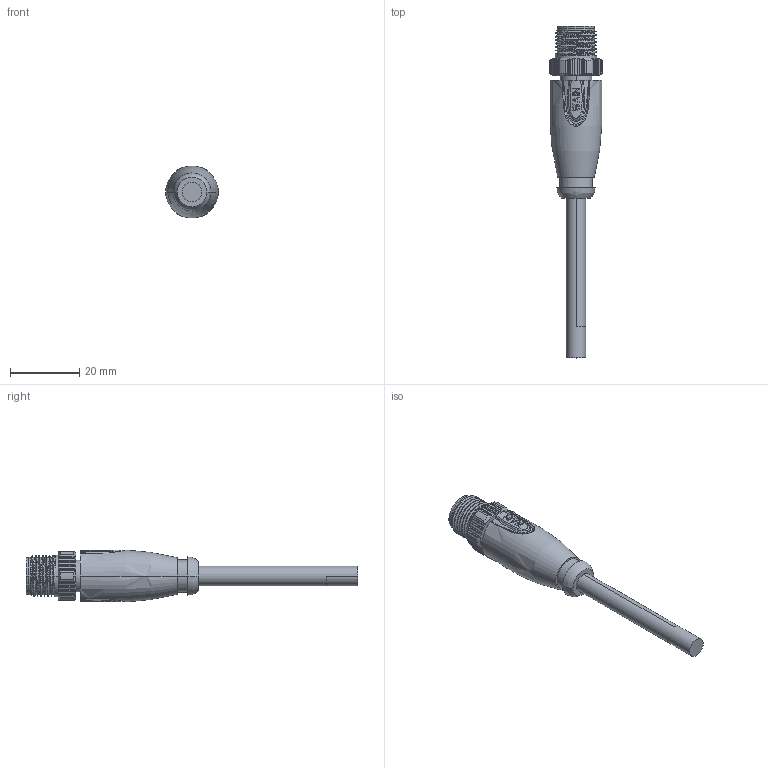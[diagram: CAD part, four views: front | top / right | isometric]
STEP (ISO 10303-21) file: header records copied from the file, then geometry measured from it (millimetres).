
FILE_DESCRIPTION((''),'2;1');
FILE_NAME('3D_1630034004041_M12-M03A-T_F03','2023-12-12T',('lian.chen'),(''),'PRO/ENGINEER BY PARAMETRIC TECHNOLOGY CORPORATION, 2012480','PRO/ENGINEER BY PARAMETRIC TECHNOLOGY CORPORATION, 2012480','');
FILE_SCHEMA(('CONFIG_CONTROL_DESIGN'));
Length unit declared in the file: millimetre
Products named in the file (1): 3D_1630034004041_M12-M03A-T_F03
Bounding box: 15.2 x 95.8 x 15 mm (x, y, z)
Volume: 7227.7 mm3; surface area: 4773.7 mm2
Topology: 1 solids, 1 shells, 532 faces, 1485 edges, 970 vertices
Faces by surface type: plane 264, cylinder 207, bspline 22, cone 18, revolution 9, sphere 6, extrusion 5, torus 1
Entity records: 23206 total; most frequent: CARTESIAN_POINT 9922, ORIENTED_EDGE 2950, DIRECTION 2618, EDGE_CURVE 1475, AXIS2_PLACEMENT_3D 1062, VERTEX_POINT 970, CIRCLE 566, EDGE_LOOP 565
